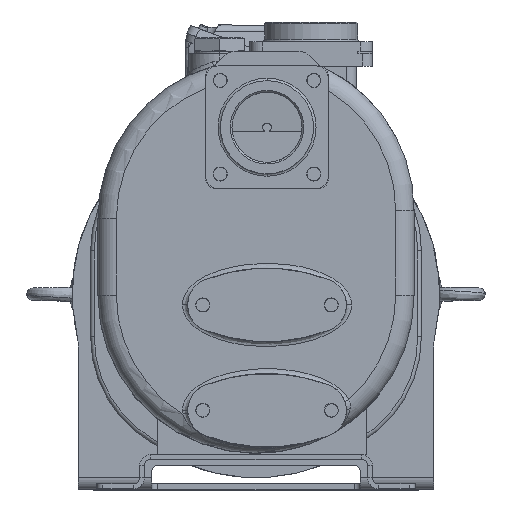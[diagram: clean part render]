
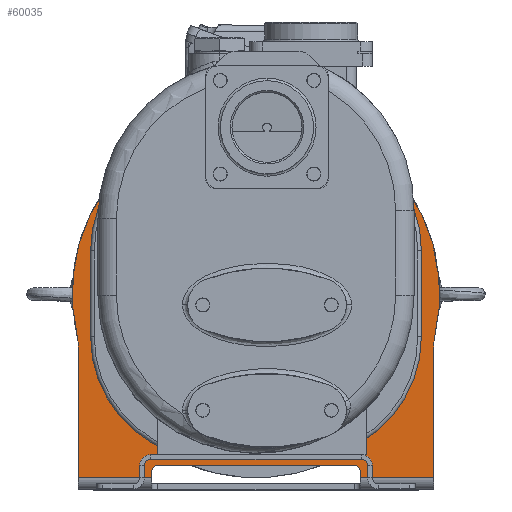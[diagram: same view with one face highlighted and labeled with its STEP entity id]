
A CAD part, top view. The second image highlights one B-rep face of the part: STEP entity #60035.
In plain terms, the highlighted planar face has unit normal (0, 0, 1).
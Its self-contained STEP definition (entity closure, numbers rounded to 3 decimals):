
#5895=CARTESIAN_POINT('',(35.,97.,-454.5));
#5896=DIRECTION('',(0.,0.,1.));
#5897=DIRECTION('',(0.,-1.,0.));
#5898=AXIS2_PLACEMENT_3D('',#5895,#5896,#5897);
#5909=CARTESIAN_POINT('',(0.,132.,-454.5));
#5910=DIRECTION('',(0.,0.,-1.));
#5911=DIRECTION('',(-0.971,-0.241,0.));
#5912=AXIS2_PLACEMENT_3D('',#5909,#5910,#5911);
#5914=DIRECTION('',(0.,-1.,0.));
#5915=VECTOR('',#5914,109.073);
#5916=CARTESIAN_POINT('',(145.,91.073,-454.5));
#5917=LINE('',#5916,#5915);
#5918=DIRECTION('',(0.,1.,0.));
#5919=VECTOR('',#5918,5.);
#5920=CARTESIAN_POINT('',(85.,-18.,-454.5));
#5921=LINE('',#5920,#5919);
#5922=DIRECTION('',(-1.,0.,0.));
#5923=VECTOR('',#5922,160.);
#5924=CARTESIAN_POINT('',(80.,-8.,-454.5));
#5925=LINE('',#5924,#5923);
#5926=DIRECTION('',(0.,1.,0.));
#5927=VECTOR('',#5926,5.);
#5928=CARTESIAN_POINT('',(-85.,-18.,-454.5));
#5929=LINE('',#5928,#5927);
#5930=DIRECTION('',(0.,1.,0.));
#5931=VECTOR('',#5930,109.073);
#5932=CARTESIAN_POINT('',(-145.,-18.,-454.5));
#5933=LINE('',#5932,#5931);
#6327=CARTESIAN_POINT('',(-165.,91.073,-454.5));
#6328=DIRECTION('',(0.,0.,-1.));
#6329=DIRECTION('',(0.971,0.241,0.));
#6330=AXIS2_PLACEMENT_3D('',#6327,#6328,#6329);
#6358=DIRECTION('',(1.,0.,0.));
#6359=VECTOR('',#6358,60.);
#6360=CARTESIAN_POINT('',(-145.,-18.,-454.5));
#6361=LINE('',#6360,#6359);
#6569=DIRECTION('',(1.,0.,0.));
#6570=VECTOR('',#6569,60.);
#6571=CARTESIAN_POINT('',(85.,-18.,-454.5));
#6572=LINE('',#6571,#6570);
#6617=CARTESIAN_POINT('',(165.,91.073,-454.5));
#6618=DIRECTION('',(0.,0.,-1.));
#6619=DIRECTION('',(-1.,0.,0.));
#6620=AXIS2_PLACEMENT_3D('',#6617,#6618,#6619);
#6661=CARTESIAN_POINT('',(-80.,-13.,-454.5));
#6662=DIRECTION('',(0.,0.,-1.));
#6663=DIRECTION('',(-1.,0.,0.));
#6664=AXIS2_PLACEMENT_3D('',#6661,#6662,#6663);
#6679=CARTESIAN_POINT('',(80.,-13.,-454.5));
#6680=DIRECTION('',(0.,0.,-1.));
#6681=DIRECTION('',(0.,1.,0.));
#6682=AXIS2_PLACEMENT_3D('',#6679,#6680,#6681);
#36465=CARTESIAN_POINT('',(35.,167.,-454.5));
#36466=DIRECTION('',(0.,0.,1.));
#36467=DIRECTION('',(1.,0.,0.));
#36468=AXIS2_PLACEMENT_3D('',#36465,#36466,#36467);
#36479=DIRECTION('',(0.,1.,0.));
#36480=VECTOR('',#36479,70.);
#36481=CARTESIAN_POINT('',(135.,97.,-454.5));
#36482=LINE('',#36481,#36480);
#36491=DIRECTION('',(-1.,0.,0.));
#36492=VECTOR('',#36491,70.);
#36493=CARTESIAN_POINT('',(35.,267.,-454.5));
#36494=LINE('',#36493,#36492);
#36503=CARTESIAN_POINT('',(-35.,167.,-454.5));
#36504=DIRECTION('',(0.,0.,1.));
#36505=DIRECTION('',(0.,1.,0.));
#36506=AXIS2_PLACEMENT_3D('',#36503,#36504,#36505);
#36517=DIRECTION('',(0.,-1.,0.));
#36518=VECTOR('',#36517,70.);
#36519=CARTESIAN_POINT('',(-135.,167.,-454.5));
#36520=LINE('',#36519,#36518);
#36529=CARTESIAN_POINT('',(-35.,97.,-454.5));
#36530=DIRECTION('',(0.,0.,1.));
#36531=DIRECTION('',(-1.,0.,0.));
#36532=AXIS2_PLACEMENT_3D('',#36529,#36530,#36531);
#36543=DIRECTION('',(1.,0.,0.));
#36544=VECTOR('',#36543,70.);
#36545=CARTESIAN_POINT('',(-35.,-3.,-454.5));
#36546=LINE('',#36545,#36544);
#46098=CARTESIAN_POINT('',(-80.,-8.,-454.5));
#46100=VERTEX_POINT('',#46098);
#46102=CARTESIAN_POINT('',(-85.,-13.,-454.5));
#46104=VERTEX_POINT('',#46102);
#46114=CARTESIAN_POINT('',(85.,-13.,-454.5));
#46116=VERTEX_POINT('',#46114);
#46118=CARTESIAN_POINT('',(80.,-8.,-454.5));
#46120=VERTEX_POINT('',#46118);
#46129=CARTESIAN_POINT('',(-85.,-18.,-454.5));
#46130=VERTEX_POINT('',#46129);
#46131=CARTESIAN_POINT('',(85.,-18.,-454.5));
#46132=VERTEX_POINT('',#46131);
#46137=CARTESIAN_POINT('',(145.,91.073,-454.5));
#46138=CARTESIAN_POINT('',(145.,-18.,-454.5));
#46139=VERTEX_POINT('',#46137);
#46140=VERTEX_POINT('',#46138);
#46145=CARTESIAN_POINT('',(-145.,-18.,-454.5));
#46146=CARTESIAN_POINT('',(-145.,91.073,-454.5));
#46147=VERTEX_POINT('',#46145);
#46148=VERTEX_POINT('',#46146);
#46153=CARTESIAN_POINT('',(-145.588,95.888,-454.5));
#46154=VERTEX_POINT('',#46153);
#46155=CARTESIAN_POINT('',(145.588,95.888,-454.5));
#46156=VERTEX_POINT('',#46155);
#46157=CARTESIAN_POINT('',(135.,167.,-454.5));
#46158=CARTESIAN_POINT('',(35.,267.,-454.5));
#46159=VERTEX_POINT('',#46157);
#46160=VERTEX_POINT('',#46158);
#46161=CARTESIAN_POINT('',(-35.,267.,-454.5));
#46162=VERTEX_POINT('',#46161);
#46163=CARTESIAN_POINT('',(-135.,167.,-454.5));
#46164=VERTEX_POINT('',#46163);
#46165=CARTESIAN_POINT('',(-135.,97.,-454.5));
#46166=VERTEX_POINT('',#46165);
#46167=CARTESIAN_POINT('',(-35.,-3.,-454.5));
#46168=VERTEX_POINT('',#46167);
#46169=CARTESIAN_POINT('',(35.,-3.,-454.5));
#46170=VERTEX_POINT('',#46169);
#46171=CARTESIAN_POINT('',(135.,97.,-454.5));
#46172=VERTEX_POINT('',#46171);
#59987=CARTESIAN_POINT('',(0.,132.,-454.5));
#59988=DIRECTION('',(0.,0.,-1.));
#59989=DIRECTION('',(-1.,0.,0.));
#59990=AXIS2_PLACEMENT_3D('',#59987,#59988,#59989);
#59991=PLANE('',#59990);
#59993=ORIENTED_EDGE('',*,*,#59992,.T.);
#59995=ORIENTED_EDGE('',*,*,#59994,.F.);
#59997=ORIENTED_EDGE('',*,*,#59996,.T.);
#59999=ORIENTED_EDGE('',*,*,#59998,.F.);
#60001=ORIENTED_EDGE('',*,*,#60000,.T.);
#60003=ORIENTED_EDGE('',*,*,#60002,.F.);
#60005=ORIENTED_EDGE('',*,*,#60004,.T.);
#60007=ORIENTED_EDGE('',*,*,#60006,.F.);
#60009=ORIENTED_EDGE('',*,*,#60008,.F.);
#60011=ORIENTED_EDGE('',*,*,#60010,.F.);
#60013=ORIENTED_EDGE('',*,*,#60012,.T.);
#60015=ORIENTED_EDGE('',*,*,#60014,.F.);
#60016=EDGE_LOOP('',(#59993,#59995,#59997,#59999,#60001,#60003,#60005,#60007,
#60009,#60011,#60013,#60015));
#60017=FACE_OUTER_BOUND('',#60016,.F.);
#60019=ORIENTED_EDGE('',*,*,#60018,.T.);
#60021=ORIENTED_EDGE('',*,*,#60020,.T.);
#60023=ORIENTED_EDGE('',*,*,#60022,.T.);
#60025=ORIENTED_EDGE('',*,*,#60024,.T.);
#60027=ORIENTED_EDGE('',*,*,#60026,.T.);
#60029=ORIENTED_EDGE('',*,*,#60028,.T.);
#60030=ORIENTED_EDGE('',*,*,#59977,.T.);
#60032=ORIENTED_EDGE('',*,*,#60031,.T.);
#60033=EDGE_LOOP('',(#60019,#60021,#60023,#60025,#60027,#60029,#60030,#60032));
#60034=FACE_BOUND('',#60033,.F.);
#60035=ADVANCED_FACE('',(#60017,#60034),#59991,.F.);
#5899=CIRCLE('',#5898,100.);
#5913=CIRCLE('',#5912,150.);
#6331=CIRCLE('',#6330,20.);
#6621=CIRCLE('',#6620,20.);
#6665=CIRCLE('',#6664,5.);
#6683=CIRCLE('',#6682,5.);
#36469=CIRCLE('',#36468,100.);
#36507=CIRCLE('',#36506,100.);
#36533=CIRCLE('',#36532,100.);
#59977=EDGE_CURVE('',#46170,#46172,#5899,.T.);
#59992=EDGE_CURVE('',#46154,#46156,#5913,.T.);
#59994=EDGE_CURVE('',#46139,#46156,#6621,.T.);
#59996=EDGE_CURVE('',#46139,#46140,#5917,.T.);
#59998=EDGE_CURVE('',#46132,#46140,#6572,.T.);
#60000=EDGE_CURVE('',#46132,#46116,#5921,.T.);
#60002=EDGE_CURVE('',#46120,#46116,#6683,.T.);
#60004=EDGE_CURVE('',#46120,#46100,#5925,.T.);
#60006=EDGE_CURVE('',#46104,#46100,#6665,.T.);
#60008=EDGE_CURVE('',#46130,#46104,#5929,.T.);
#60010=EDGE_CURVE('',#46147,#46130,#6361,.T.);
#60012=EDGE_CURVE('',#46147,#46148,#5933,.T.);
#60014=EDGE_CURVE('',#46154,#46148,#6331,.T.);
#60018=EDGE_CURVE('',#46159,#46160,#36469,.T.);
#60020=EDGE_CURVE('',#46160,#46162,#36494,.T.);
#60022=EDGE_CURVE('',#46162,#46164,#36507,.T.);
#60024=EDGE_CURVE('',#46164,#46166,#36520,.T.);
#60026=EDGE_CURVE('',#46166,#46168,#36533,.T.);
#60028=EDGE_CURVE('',#46168,#46170,#36546,.T.);
#60031=EDGE_CURVE('',#46172,#46159,#36482,.T.);
